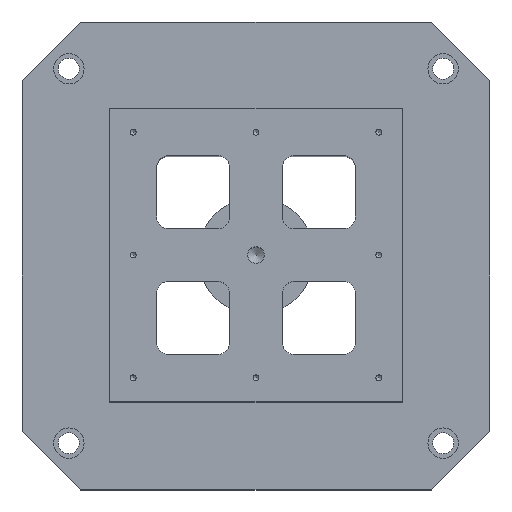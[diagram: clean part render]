
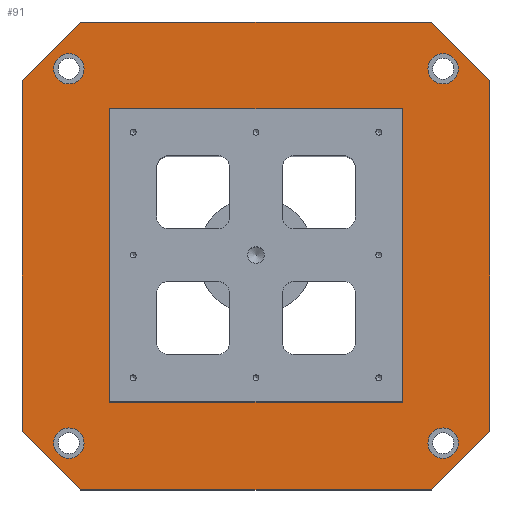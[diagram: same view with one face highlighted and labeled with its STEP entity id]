
A CAD part, top view. The second image highlights one B-rep face of the part: STEP entity #91.
In plain terms, the highlighted planar face has unit normal (0, 0, 1).
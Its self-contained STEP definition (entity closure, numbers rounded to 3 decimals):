
#91 = ADVANCED_FACE( '', ( #249, #250, #251, #252, #253, #254 ), #255, .F. );
#249 = FACE_BOUND( '', #548, .T. );
#250 = FACE_BOUND( '', #549, .T. );
#251 = FACE_BOUND( '', #550, .T. );
#252 = FACE_BOUND( '', #551, .T. );
#253 = FACE_OUTER_BOUND( '', #552, .T. );
#254 = FACE_BOUND( '', #553, .T. );
#255 = PLANE( '', #554 );
#548 = EDGE_LOOP( '', ( #1022 ) );
#549 = EDGE_LOOP( '', ( #1023 ) );
#550 = EDGE_LOOP( '', ( #1024 ) );
#551 = EDGE_LOOP( '', ( #1025 ) );
#552 = EDGE_LOOP( '', ( #1026, #1027, #1028, #1029, #1030, #1031, #1032, #1033 ) );
#553 = EDGE_LOOP( '', ( #1034, #1035, #1036, #1037 ) );
#554 = AXIS2_PLACEMENT_3D( '', #1038, #1039, #1040 );
#1022 = ORIENTED_EDGE( '', *, *, #1864, .T. );
#1023 = ORIENTED_EDGE( '', *, *, #1865, .T. );
#1024 = ORIENTED_EDGE( '', *, *, #1866, .T. );
#1025 = ORIENTED_EDGE( '', *, *, #1867, .T. );
#1026 = ORIENTED_EDGE( '', *, *, #1862, .T. );
#1027 = ORIENTED_EDGE( '', *, *, #1868, .T. );
#1028 = ORIENTED_EDGE( '', *, *, #1869, .T. );
#1029 = ORIENTED_EDGE( '', *, *, #1718, .T. );
#1030 = ORIENTED_EDGE( '', *, *, #1870, .T. );
#1031 = ORIENTED_EDGE( '', *, *, #1871, .T. );
#1032 = ORIENTED_EDGE( '', *, *, #1872, .T. );
#1033 = ORIENTED_EDGE( '', *, *, #1873, .T. );
#1034 = ORIENTED_EDGE( '', *, *, #1816, .F. );
#1035 = ORIENTED_EDGE( '', *, *, #1810, .F. );
#1036 = ORIENTED_EDGE( '', *, *, #1813, .F. );
#1037 = ORIENTED_EDGE( '', *, *, #1815, .F. );
#1038 = CARTESIAN_POINT( '', ( -200., 200., 50. ) );
#1039 = DIRECTION( '', ( 0., 0., -1. ) );
#1040 = DIRECTION( '', ( -1., 0., 0. ) );
#1718 = EDGE_CURVE( '', #2018, #2019, #2020, .F. );
#1810 = EDGE_CURVE( '', #2190, #2192, #2193, .T. );
#1813 = EDGE_CURVE( '', #2195, #2190, #2197, .T. );
#1815 = EDGE_CURVE( '', #2198, #2195, #2200, .T. );
#1816 = EDGE_CURVE( '', #2192, #2198, #2201, .T. );
#1862 = EDGE_CURVE( '', #2284, #2282, #2285, .T. );
#1864 = EDGE_CURVE( '', #2287, #2287, #2288, .T. );
#1865 = EDGE_CURVE( '', #2289, #2289, #2290, .T. );
#1866 = EDGE_CURVE( '', #2291, #2291, #2292, .T. );
#1867 = EDGE_CURVE( '', #2293, #2293, #2294, .T. );
#1868 = EDGE_CURVE( '', #2282, #2295, #2296, .F. );
#1869 = EDGE_CURVE( '', #2295, #2018, #2297, .T. );
#1870 = EDGE_CURVE( '', #2019, #2298, #2299, .T. );
#1871 = EDGE_CURVE( '', #2298, #2300, #2301, .F. );
#1872 = EDGE_CURVE( '', #2300, #2302, #2303, .T. );
#1873 = EDGE_CURVE( '', #2302, #2284, #2304, .F. );
#2018 = VERTEX_POINT( '', #2498 );
#2019 = VERTEX_POINT( '', #2499 );
#2020 = LINE( '', #2500, #2501 );
#2190 = VERTEX_POINT( '', #2728 );
#2192 = VERTEX_POINT( '', #2731 );
#2193 = LINE( '', #2732, #2733 );
#2195 = VERTEX_POINT( '', #2736 );
#2197 = LINE( '', #2739, #2740 );
#2198 = VERTEX_POINT( '', #2741 );
#2200 = LINE( '', #2744, #2745 );
#2201 = LINE( '', #2746, #2747 );
#2282 = VERTEX_POINT( '', #2844 );
#2284 = VERTEX_POINT( '', #2847 );
#2285 = LINE( '', #2848, #2849 );
#2287 = VERTEX_POINT( '', #2852 );
#2288 = CIRCLE( '', #2853, 13. );
#2289 = VERTEX_POINT( '', #2854 );
#2290 = CIRCLE( '', #2855, 13. );
#2291 = VERTEX_POINT( '', #2856 );
#2292 = CIRCLE( '', #2857, 13. );
#2293 = VERTEX_POINT( '', #2858 );
#2294 = CIRCLE( '', #2859, 13. );
#2295 = VERTEX_POINT( '', #2860 );
#2296 = LINE( '', #2861, #2862 );
#2297 = LINE( '', #2863, #2864 );
#2298 = VERTEX_POINT( '', #2865 );
#2299 = LINE( '', #2866, #2867 );
#2300 = VERTEX_POINT( '', #2868 );
#2301 = LINE( '', #2869, #2870 );
#2302 = VERTEX_POINT( '', #2871 );
#2303 = LINE( '', #2872, #2873 );
#2304 = LINE( '', #2874, #2875 );
#2498 = CARTESIAN_POINT( '', ( -200., -150., 50. ) );
#2499 = CARTESIAN_POINT( '', ( -150., -200., 50. ) );
#2500 = CARTESIAN_POINT( '', ( -150., -200., 50. ) );
#2501 = VECTOR( '', #3106, 1000. );
#2728 = CARTESIAN_POINT( '', ( 125., 125., 50. ) );
#2731 = CARTESIAN_POINT( '', ( -125., 125., 50. ) );
#2732 = CARTESIAN_POINT( '', ( -200., 125., 50. ) );
#2733 = VECTOR( '', #3258, 1000. );
#2736 = CARTESIAN_POINT( '', ( 125., -125., 50. ) );
#2739 = CARTESIAN_POINT( '', ( 125., 200., 50. ) );
#2740 = VECTOR( '', #3261, 1000. );
#2741 = CARTESIAN_POINT( '', ( -125., -125., 50. ) );
#2744 = CARTESIAN_POINT( '', ( -200., -125., 50. ) );
#2745 = VECTOR( '', #3263, 1000. );
#2746 = CARTESIAN_POINT( '', ( -125., 200., 50. ) );
#2747 = VECTOR( '', #3264, 1000. );
#2844 = CARTESIAN_POINT( '', ( -150., 200., 50. ) );
#2847 = CARTESIAN_POINT( '', ( 150., 200., 50. ) );
#2848 = CARTESIAN_POINT( '', ( 200., 200., 50. ) );
#2849 = VECTOR( '', #3366, 1000. );
#2852 = CARTESIAN_POINT( '', ( -160., -173., 50. ) );
#2853 = AXIS2_PLACEMENT_3D( '', #3368, #3369, #3370 );
#2854 = CARTESIAN_POINT( '', ( 160., -173., 50. ) );
#2855 = AXIS2_PLACEMENT_3D( '', #3371, #3372, #3373 );
#2856 = CARTESIAN_POINT( '', ( 160., 147., 50. ) );
#2857 = AXIS2_PLACEMENT_3D( '', #3374, #3375, #3376 );
#2858 = CARTESIAN_POINT( '', ( -160., 147., 50. ) );
#2859 = AXIS2_PLACEMENT_3D( '', #3377, #3378, #3379 );
#2860 = CARTESIAN_POINT( '', ( -200., 150., 50. ) );
#2861 = CARTESIAN_POINT( '', ( -200., 150., 50. ) );
#2862 = VECTOR( '', #3380, 1000. );
#2863 = CARTESIAN_POINT( '', ( -200., 200., 50. ) );
#2864 = VECTOR( '', #3381, 1000. );
#2865 = CARTESIAN_POINT( '', ( 150., -200., 50. ) );
#2866 = CARTESIAN_POINT( '', ( -200., -200., 50. ) );
#2867 = VECTOR( '', #3382, 1000. );
#2868 = CARTESIAN_POINT( '', ( 200., -150., 50. ) );
#2869 = CARTESIAN_POINT( '', ( 200., -150., 50. ) );
#2870 = VECTOR( '', #3383, 1000. );
#2871 = CARTESIAN_POINT( '', ( 200., 150., 50. ) );
#2872 = CARTESIAN_POINT( '', ( 200., -200., 50. ) );
#2873 = VECTOR( '', #3384, 1000. );
#2874 = CARTESIAN_POINT( '', ( 150., 200., 50. ) );
#2875 = VECTOR( '', #3385, 1000. );
#3106 = DIRECTION( '', ( -0.707, 0.707, 0. ) );
#3258 = DIRECTION( '', ( -1., 0., 0. ) );
#3261 = DIRECTION( '', ( 0., 1., 0. ) );
#3263 = DIRECTION( '', ( 1., 0., 0. ) );
#3264 = DIRECTION( '', ( 0., -1., 0. ) );
#3366 = DIRECTION( '', ( -1., 0., 0. ) );
#3368 = CARTESIAN_POINT( '', ( -160., -160., 50. ) );
#3369 = DIRECTION( '', ( 0., 0., -1. ) );
#3370 = DIRECTION( '', ( 0., -1., 0. ) );
#3371 = CARTESIAN_POINT( '', ( 160., -160., 50. ) );
#3372 = DIRECTION( '', ( 0., 0., -1. ) );
#3373 = DIRECTION( '', ( 0., -1., 0. ) );
#3374 = CARTESIAN_POINT( '', ( 160., 160., 50. ) );
#3375 = DIRECTION( '', ( 0., 0., -1. ) );
#3376 = DIRECTION( '', ( 0., -1., 0. ) );
#3377 = CARTESIAN_POINT( '', ( -160., 160., 50. ) );
#3378 = DIRECTION( '', ( 0., 0., -1. ) );
#3379 = DIRECTION( '', ( 0., -1., 0. ) );
#3380 = DIRECTION( '', ( 0.707, 0.707, 0. ) );
#3381 = DIRECTION( '', ( 0., -1., 0. ) );
#3382 = DIRECTION( '', ( 1., 0., 0. ) );
#3383 = DIRECTION( '', ( -0.707, -0.707, 0. ) );
#3384 = DIRECTION( '', ( 0., 1., 0. ) );
#3385 = DIRECTION( '', ( 0.707, -0.707, 0. ) );
